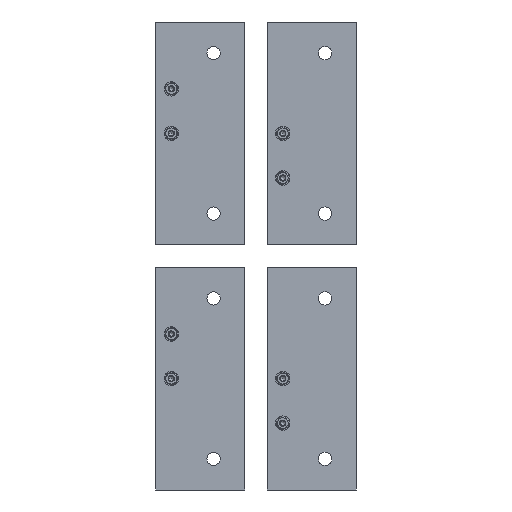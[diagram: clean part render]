
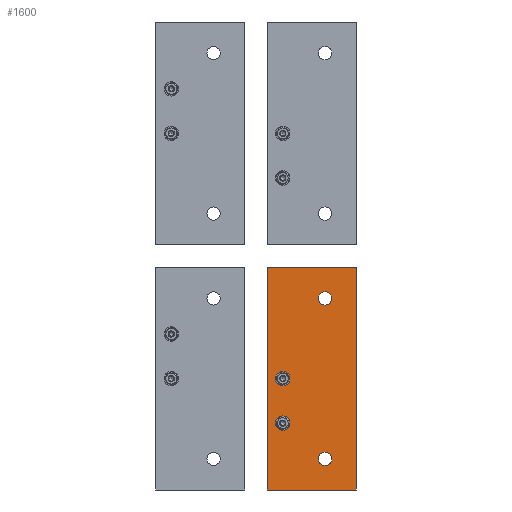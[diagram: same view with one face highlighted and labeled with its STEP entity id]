
A CAD part, front view. The second image highlights one B-rep face of the part: STEP entity #1600.
In plain terms, the highlighted planar face has unit normal (0, -1, 0).
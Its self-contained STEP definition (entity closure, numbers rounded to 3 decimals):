
#304=CIRCLE('',#1835,3.25);
#305=CIRCLE('',#1836,3.25);
#306=CIRCLE('',#1837,3.);
#307=CIRCLE('',#1838,3.);
#596=ORIENTED_EDGE('',*,*,#814,.F.);
#597=ORIENTED_EDGE('',*,*,#815,.F.);
#598=ORIENTED_EDGE('',*,*,#816,.F.);
#599=ORIENTED_EDGE('',*,*,#817,.F.);
#600=ORIENTED_EDGE('',*,*,#798,.F.);
#601=ORIENTED_EDGE('',*,*,#808,.F.);
#602=ORIENTED_EDGE('',*,*,#805,.F.);
#603=ORIENTED_EDGE('',*,*,#802,.F.);
#798=EDGE_CURVE('',#943,#944,#1027,.T.);
#802=EDGE_CURVE('',#944,#947,#1031,.T.);
#805=EDGE_CURVE('',#947,#949,#1034,.T.);
#808=EDGE_CURVE('',#949,#943,#1037,.T.);
#814=EDGE_CURVE('',#955,#955,#304,.T.);
#815=EDGE_CURVE('',#956,#956,#305,.T.);
#816=EDGE_CURVE('',#957,#957,#306,.T.);
#817=EDGE_CURVE('',#958,#958,#307,.T.);
#943=VERTEX_POINT('',#2821);
#944=VERTEX_POINT('',#2822);
#947=VERTEX_POINT('',#2830);
#949=VERTEX_POINT('',#2836);
#955=VERTEX_POINT('',#2854);
#956=VERTEX_POINT('',#2856);
#957=VERTEX_POINT('',#2858);
#958=VERTEX_POINT('',#2860);
#1027=LINE('',#2820,#1091);
#1031=LINE('',#2829,#1095);
#1034=LINE('',#2835,#1098);
#1037=LINE('',#2841,#1101);
#1091=VECTOR('',#2207,1000.);
#1095=VECTOR('',#2213,1000.);
#1098=VECTOR('',#2218,1000.);
#1101=VECTOR('',#2223,1000.);
#1238=EDGE_LOOP('',(#596));
#1239=EDGE_LOOP('',(#597));
#1240=EDGE_LOOP('',(#598));
#1241=EDGE_LOOP('',(#599));
#1242=EDGE_LOOP('',(#600,#601,#602,#603));
#1421=FACE_BOUND('',#1238,.T.);
#1422=FACE_BOUND('',#1239,.T.);
#1423=FACE_BOUND('',#1240,.T.);
#1424=FACE_BOUND('',#1241,.T.);
#1425=FACE_BOUND('',#1242,.T.);
#1510=PLANE('',#1834);
#1600=ADVANCED_FACE('',(#1421,#1422,#1423,#1424,#1425),#1510,.F.);
#1834=AXIS2_PLACEMENT_3D('',#2852,#2235,#2236);
#1835=AXIS2_PLACEMENT_3D('',#2853,#2237,#2238);
#1836=AXIS2_PLACEMENT_3D('',#2855,#2239,#2240);
#1837=AXIS2_PLACEMENT_3D('',#2857,#2241,#2242);
#1838=AXIS2_PLACEMENT_3D('',#2859,#2243,#2244);
#2207=DIRECTION('',(0.,0.,1.));
#2213=DIRECTION('',(1.,0.,0.));
#2218=DIRECTION('',(0.,0.,-1.));
#2223=DIRECTION('',(-1.,0.,0.));
#2235=DIRECTION('',(0.,1.,0.));
#2236=DIRECTION('',(0.,0.,1.));
#2237=DIRECTION('',(0.,-1.,0.));
#2238=DIRECTION('',(0.,0.,-1.));
#2239=DIRECTION('',(0.,-1.,0.));
#2240=DIRECTION('',(0.,0.,-1.));
#2241=DIRECTION('',(0.,-1.,0.));
#2242=DIRECTION('',(0.,0.,-1.));
#2243=DIRECTION('',(0.,-1.,0.));
#2244=DIRECTION('',(0.,0.,-1.));
#2820=CARTESIAN_POINT('',(-20.,0.,-50.));
#2821=CARTESIAN_POINT('',(-20.,0.,-50.));
#2822=CARTESIAN_POINT('',(-20.,0.,50.));
#2829=CARTESIAN_POINT('',(-20.,0.,50.));
#2830=CARTESIAN_POINT('',(20.,0.,50.));
#2835=CARTESIAN_POINT('',(20.,0.,50.));
#2836=CARTESIAN_POINT('',(20.,0.,-50.));
#2841=CARTESIAN_POINT('',(20.,0.,-50.));
#2852=CARTESIAN_POINT('',(0.,0.,0.));
#2853=CARTESIAN_POINT('',(-13.,0.,0.));
#2854=CARTESIAN_POINT('',(-13.,0.,-3.25));
#2855=CARTESIAN_POINT('',(-13.,0.,-20.));
#2856=CARTESIAN_POINT('',(-13.,0.,-23.25));
#2857=CARTESIAN_POINT('',(6.,0.,-36.));
#2858=CARTESIAN_POINT('',(6.,0.,-39.));
#2859=CARTESIAN_POINT('',(6.,0.,36.));
#2860=CARTESIAN_POINT('',(6.,0.,33.));
